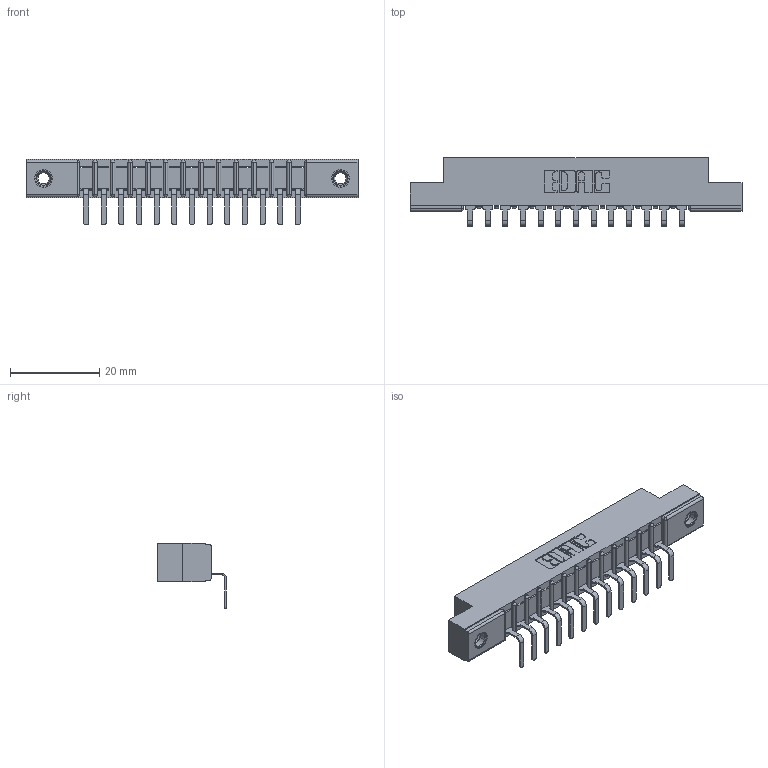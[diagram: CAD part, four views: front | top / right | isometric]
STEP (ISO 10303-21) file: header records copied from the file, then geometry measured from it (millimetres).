
FILE_DESCRIPTION (( 'STEP AP203' ), '1' );
FILE_NAME ('307-013-559-107.STEP', '2019-09-04T15:49:02', ( '' ), ( '' ), 'SwSTEP 2.0', 'SolidWorks 2016', '' );
FILE_SCHEMA (( 'CONFIG_CONTROL_DESIGN' ));
Length unit declared in the file: inch
Products named in the file (4): 307-013-559-107; 307-290-001_558 559 - 1 (Single); 307 Part_.156 Dia Mounting Holes; 345-250-001_345-250-005-103
Assembly tree (16 placements, depth 2):
  307-013-559-107
    307 Part_.156 Dia Mounting Holes
    307-290-001_558 559 - 1 (Single)  x13
    345-250-001_345-250-005-103  x2
Bounding box: 74.52 x 15.46 x 14.81 mm (x, y, z)
Volume: 4729.9 mm3; surface area: 7124.2 mm2
Topology: 16 solids, 16 shells, 972 faces, 2721 edges, 1750 vertices
Faces by surface type: plane 609, cylinder 319, sphere 28, cone 12, torus 4
Entity records: 16009 total; most frequent: CARTESIAN_POINT 2667, ORIENTED_EDGE 2646, DIRECTION 2621, EDGE_CURVE 1323, VECTOR 1001, LINE 1001, VERTEX_POINT 856, AXIS2_PLACEMENT_3D 810
